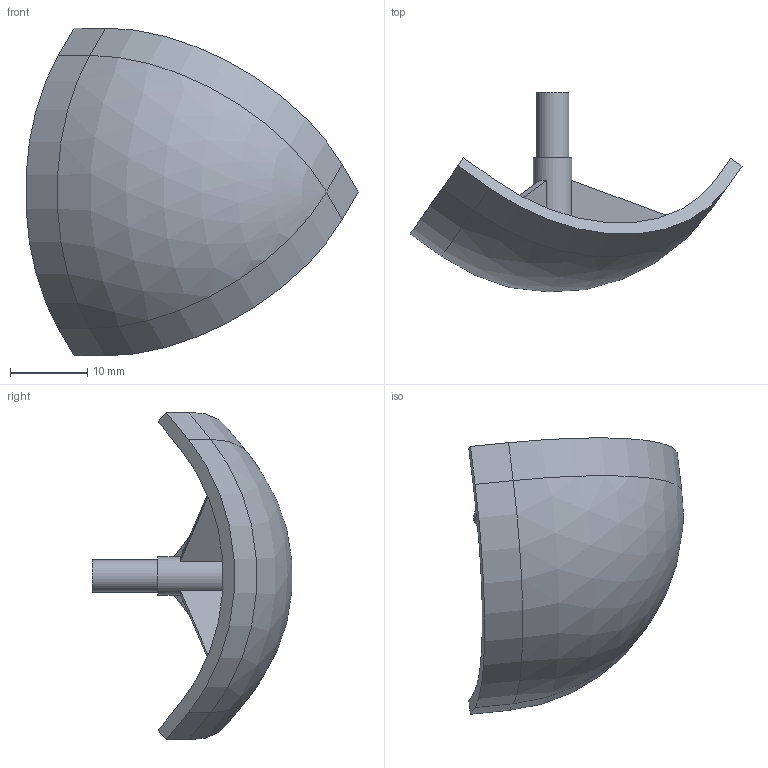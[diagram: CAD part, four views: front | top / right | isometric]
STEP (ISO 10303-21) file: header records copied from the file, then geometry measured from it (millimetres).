
FILE_DESCRIPTION(/* description */ (''),/* implementation_level */ '2;1');
FILE_NAME(/* name */ '1007839.stp',/* time_stamp */ '2024-07-24T14:19:13+02:00',/* author */ ('Bo'),/* organization */ (''),/* preprocessor_version */ 'ST-DEVELOPER v20',/* originating_system */ 'Autodesk Inventor 2025',/* authorisation */ ' ');
FILE_SCHEMA (('AUTOMOTIVE_DESIGN { 1 0 10303 214 3 1 1 }'));
Length unit declared in the file: millimetre
Products named in the file (1): 1007839
Bounding box: 42.96 x 25.81 x 42.43 mm (x, y, z)
Volume: 3542.2 mm3; surface area: 4326 mm2
Topology: 1 solids, 1 shells, 30 faces, 74 edges, 46 vertices
Faces by surface type: plane 20, cylinder 8, sphere 2
Full cylindrical faces by diameter (mm): 4.2 x1, 5 x1
Entity records: 931 total; most frequent: DIRECTION 165, CARTESIAN_POINT 149, ORIENTED_EDGE 144, EDGE_CURVE 72, AXIS2_PLACEMENT_3D 62, VERTEX_POINT 46, LINE 41, VECTOR 41
